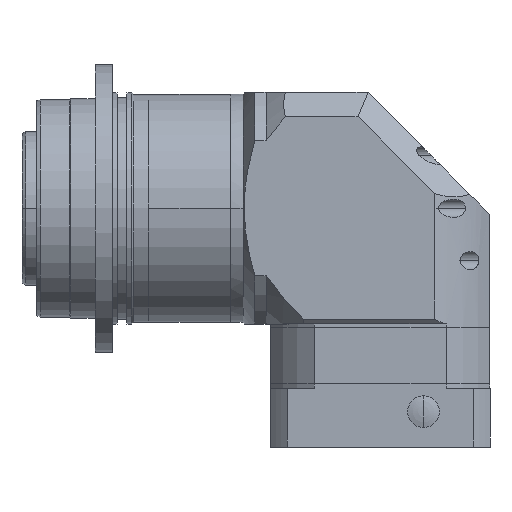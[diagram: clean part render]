
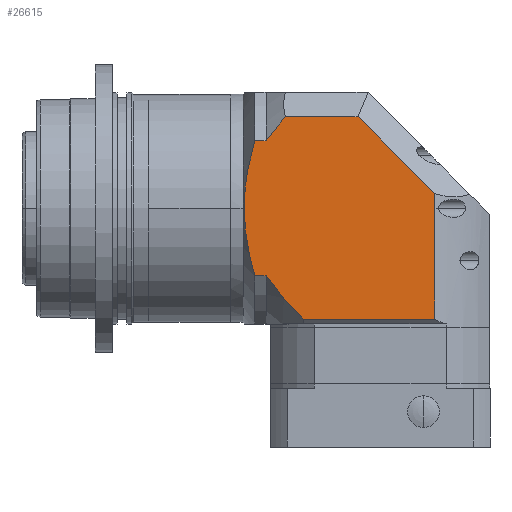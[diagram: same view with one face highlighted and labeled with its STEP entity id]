
A CAD part, top view. The second image highlights one B-rep face of the part: STEP entity #26615.
In plain terms, the highlighted planar face has unit normal (0, 0, 1).
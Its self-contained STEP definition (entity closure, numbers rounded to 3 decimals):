
#240 = CARTESIAN_POINT ( 'NONE',  ( 6.169, -9.395, 47.5 ) ) ;
#458 = EDGE_CURVE ( 'NONE', #14824, #8620, #21913, .T. ) ;
#824 = VERTEX_POINT ( 'NONE', #12198 ) ;
#870 = EDGE_CURVE ( 'NONE', #22586, #6209, #5327, .T. ) ;
#925 = CARTESIAN_POINT ( 'NONE',  ( 15.837, 29.427, 47.5 ) ) ;
#948 = CARTESIAN_POINT ( 'NONE',  ( 106.5, 37.5, 47.5 ) ) ;
#1030 = CARTESIAN_POINT ( 'NONE',  ( 5.67, 2.363, 47.5 ) ) ;
#1713 = EDGE_CURVE ( 'NONE', #13564, #18867, #16893, .T. ) ;
#1880 = EDGE_CURVE ( 'NONE', #8620, #824, #15793, .T. ) ;
#2053 = LINE ( 'NONE', #948, #25748 ) ;
#2291 = VECTOR ( 'NONE', #11912, 1000. ) ;
#2467 = CARTESIAN_POINT ( 'NONE',  ( 5.67, -1.178, 47.5 ) ) ;
#2505 = PLANE ( 'NONE',  #4065 ) ;
#2560 = CARTESIAN_POINT ( 'NONE',  ( 7.595, -18.642, 47.5 ) ) ;
#3311 = VECTOR ( 'NONE', #8936, 1000. ) ;
#4065 = AXIS2_PLACEMENT_3D ( 'NONE', #25376, #20872, #7138 ) ;
#4879 = CARTESIAN_POINT ( 'NONE',  ( 10., -27.726, 47.5 ) ) ;
#4910 = CARTESIAN_POINT ( 'NONE',  ( 10., -27.726, 47.5 ) ) ;
#5019 = EDGE_LOOP ( 'NONE', ( #22027, #23242, #18455, #9313, #23437, #9592, #24177, #6703, #20492, #27877 ) ) ;
#5293 = CARTESIAN_POINT ( 'NONE',  ( 83.861, -47.5, 47.5 ) ) ;
#5327 = B_SPLINE_CURVE_WITH_KNOTS ( 'NONE', 3,
 ( #28375, #10102, #12286, #14675, #925, #16987 ),
 .UNSPECIFIED., .F., .F.,
 ( 4, 2, 4 ),
 ( 0., 0.006, 0.013 ),
 .UNSPECIFIED. ) ;
#5396 = DIRECTION ( 'NONE',  ( 0., 1., 0. ) ) ;
#5932 = EDGE_CURVE ( 'NONE', #18867, #15209, #29400, .T. ) ;
#6209 = VERTEX_POINT ( 'NONE', #22296 ) ;
#6282 = CARTESIAN_POINT ( 'NONE',  ( 22.493, 37.5, 47.5 ) ) ;
#6703 = ORIENTED_EDGE ( 'NONE', *, *, #25770, .T. ) ;
#7138 = DIRECTION ( 'NONE',  ( -1., 0., 0. ) ) ;
#7459 = FACE_OUTER_BOUND ( 'NONE', #5019, .T. ) ;
#7590 = VERTEX_POINT ( 'NONE', #8957 ) ;
#7693 = CARTESIAN_POINT ( 'NONE',  ( 14.612, -27.726, 47.5 ) ) ;
#7885 = CARTESIAN_POINT ( 'NONE',  ( 7.592, 18.626, 47.5 ) ) ;
#7900 = B_SPLINE_CURVE_WITH_KNOTS ( 'NONE', 3,
 ( #7693, #21409, #23696, #10011, #26029, #12298, #28288, #14591 ),
 .UNSPECIFIED., .F., .F.,
 ( 4, 2, 2, 4 ),
 ( 0., 0.006, 0.012, 0.024 ),
 .UNSPECIFIED. ) ;
#8116 = CARTESIAN_POINT ( 'NONE',  ( 30.002, -45.5, 47.5 ) ) ;
#8315 = EDGE_CURVE ( 'NONE', #25285, #14824, #21626, .T. ) ;
#8620 = VERTEX_POINT ( 'NONE', #12424 ) ;
#8936 = DIRECTION ( 'NONE',  ( 1., 0., 0. ) ) ;
#8957 = CARTESIAN_POINT ( 'NONE',  ( 14.612, -27.726, 47.5 ) ) ;
#9313 = ORIENTED_EDGE ( 'NONE', *, *, #17448, .T. ) ;
#9592 = ORIENTED_EDGE ( 'NONE', *, *, #5932, .T. ) ;
#9617 = CARTESIAN_POINT ( 'NONE',  ( 106.5, -27.726, 47.5 ) ) ;
#10011 = CARTESIAN_POINT ( 'NONE',  ( 19.415, -33.934, 47.5 ) ) ;
#10102 = CARTESIAN_POINT ( 'NONE',  ( 21.105, 35.931, 47.5 ) ) ;
#10118 = DIRECTION ( 'NONE',  ( -1., 0., 0. ) ) ;
#11727 = CARTESIAN_POINT ( 'NONE',  ( 5.695, -2.361, 47.5 ) ) ;
#11912 = DIRECTION ( 'NONE',  ( 1., 0., 0. ) ) ;
#12198 = CARTESIAN_POINT ( 'NONE',  ( 52.358, 37.5, 47.5 ) ) ;
#12286 = CARTESIAN_POINT ( 'NONE',  ( 19.748, 34.337, 47.5 ) ) ;
#12298 = CARTESIAN_POINT ( 'NONE',  ( 24.552, -39.852, 47.5 ) ) ;
#12424 = CARTESIAN_POINT ( 'NONE',  ( 83.861, 5.997, 47.5 ) ) ;
#12495 = CARTESIAN_POINT ( 'NONE',  ( 6.461, 11.701, 47.5 ) ) ;
#12809 = CARTESIAN_POINT ( 'NONE',  ( 106.5, 27.726, 47.5 ) ) ;
#13564 = VERTEX_POINT ( 'NONE', #14154 ) ;
#14014 = CARTESIAN_POINT ( 'NONE',  ( 5.872, -5.888, 47.5 ) ) ;
#14154 = CARTESIAN_POINT ( 'NONE',  ( 10., 27.726, 47.5 ) ) ;
#14591 = CARTESIAN_POINT ( 'NONE',  ( 30.002, -45.5, 47.5 ) ) ;
#14675 = CARTESIAN_POINT ( 'NONE',  ( 17.114, 31.085, 47.5 ) ) ;
#14781 = CARTESIAN_POINT ( 'NONE',  ( 5.772, 4.712, 47.5 ) ) ;
#14824 = VERTEX_POINT ( 'NONE', #16857 ) ;
#15209 = VERTEX_POINT ( 'NONE', #4910 ) ;
#15691 = DIRECTION ( 'NONE',  ( -0.707, 0.707, 0. ) ) ;
#15793 = LINE ( 'NONE', #27116, #21166 ) ;
#15816 = VECTOR ( 'NONE', #5396, 1000. ) ;
#15943 = EDGE_CURVE ( 'NONE', #824, #22586, #2053, .T. ) ;
#16302 = CARTESIAN_POINT ( 'NONE',  ( 6.463, -11.717, 47.5 ) ) ;
#16857 = CARTESIAN_POINT ( 'NONE',  ( 83.861, -45.5, 47.5 ) ) ;
#16893 = B_SPLINE_CURVE_WITH_KNOTS ( 'NONE', 3,
 ( #26222, #23902, #7885, #12495, #28487, #14781, #1030, #17094 ),
 .UNSPECIFIED., .F., .F.,
 ( 4, 2, 2, 4 ),
 ( 0., 0.014, 0.021, 0.028 ),
 .UNSPECIFIED. ) ;
#16987 = CARTESIAN_POINT ( 'NONE',  ( 14.612, 27.726, 47.5 ) ) ;
#17094 = CARTESIAN_POINT ( 'NONE',  ( 5.67, 0., 47.5 ) ) ;
#17448 = EDGE_CURVE ( 'NONE', #6209, #13564, #28511, .T. ) ;
#18455 = ORIENTED_EDGE ( 'NONE', *, *, #870, .T. ) ;
#18529 = CARTESIAN_POINT ( 'NONE',  ( 5.67, 0., 47.5 ) ) ;
#18626 = CARTESIAN_POINT ( 'NONE',  ( 8.683, -23.203, 47.5 ) ) ;
#18867 = VERTEX_POINT ( 'NONE', #24836 ) ;
#19877 = LINE ( 'NONE', #9617, #2291 ) ;
#20492 = ORIENTED_EDGE ( 'NONE', *, *, #8315, .T. ) ;
#20872 = DIRECTION ( 'NONE',  ( 0., 0., 1. ) ) ;
#21166 = VECTOR ( 'NONE', #15691, 1000. ) ;
#21409 = CARTESIAN_POINT ( 'NONE',  ( 15.761, -29.323, 47.5 ) ) ;
#21626 = LINE ( 'NONE', #24954, #3311 ) ;
#21913 = LINE ( 'NONE', #5293, #15816 ) ;
#22027 = ORIENTED_EDGE ( 'NONE', *, *, #1880, .T. ) ;
#22296 = CARTESIAN_POINT ( 'NONE',  ( 14.612, 27.726, 47.5 ) ) ;
#22448 = VECTOR ( 'NONE', #28798, 1000. ) ;
#22586 = VERTEX_POINT ( 'NONE', #6282 ) ;
#23242 = ORIENTED_EDGE ( 'NONE', *, *, #15943, .T. ) ;
#23437 = ORIENTED_EDGE ( 'NONE', *, *, #1713, .T. ) ;
#23696 = CARTESIAN_POINT ( 'NONE',  ( 16.956, -30.88, 47.5 ) ) ;
#23902 = CARTESIAN_POINT ( 'NONE',  ( 8.681, 23.193, 47.5 ) ) ;
#24177 = ORIENTED_EDGE ( 'NONE', *, *, #27225, .T. ) ;
#24836 = CARTESIAN_POINT ( 'NONE',  ( 5.67, 0., 47.5 ) ) ;
#24954 = CARTESIAN_POINT ( 'NONE',  ( 106.5, -45.5, 47.5 ) ) ;
#25285 = VERTEX_POINT ( 'NONE', #8116 ) ;
#25376 = CARTESIAN_POINT ( 'NONE',  ( 106.5, -47.5, 47.5 ) ) ;
#25748 = VECTOR ( 'NONE', #10118, 1000. ) ;
#25770 = EDGE_CURVE ( 'NONE', #7590, #25285, #7900, .T. ) ;
#26029 = CARTESIAN_POINT ( 'NONE',  ( 20.679, -35.432, 47.5 ) ) ;
#26222 = CARTESIAN_POINT ( 'NONE',  ( 10., 27.726, 47.5 ) ) ;
#26615 = ADVANCED_FACE ( 'NONE', ( #7459 ), #2505, .T. ) ;
#27116 = CARTESIAN_POINT ( 'NONE',  ( 83.861, 5.997, 47.5 ) ) ;
#27225 = EDGE_CURVE ( 'NONE', #15209, #7590, #19877, .T. ) ;
#27725 = CARTESIAN_POINT ( 'NONE',  ( 5.796, -4.715, 47.5 ) ) ;
#27877 = ORIENTED_EDGE ( 'NONE', *, *, #458, .T. ) ;
#28288 = CARTESIAN_POINT ( 'NONE',  ( 27.242, -42.706, 47.5 ) ) ;
#28375 = CARTESIAN_POINT ( 'NONE',  ( 22.493, 37.5, 47.5 ) ) ;
#28487 = CARTESIAN_POINT ( 'NONE',  ( 6.168, 9.381, 47.5 ) ) ;
#28511 = LINE ( 'NONE', #12809, #22448 ) ;
#28798 = DIRECTION ( 'NONE',  ( -1., 0., 0. ) ) ;
#29400 = B_SPLINE_CURVE_WITH_KNOTS ( 'NONE', 3,
 ( #18529, #2467, #11727, #27725, #14014, #240, #16302, #2560, #18626, #4879 ),
 .UNSPECIFIED., .F., .F.,
 ( 4, 2, 2, 2, 4 ),
 ( 0.028, 0.032, 0.035, 0.042, 0.056 ),
 .UNSPECIFIED. ) ;
